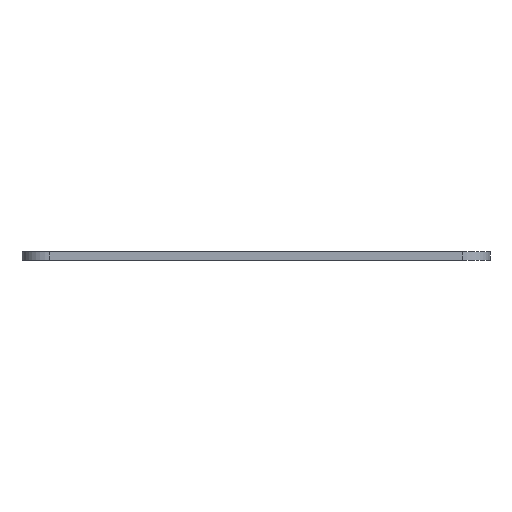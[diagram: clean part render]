
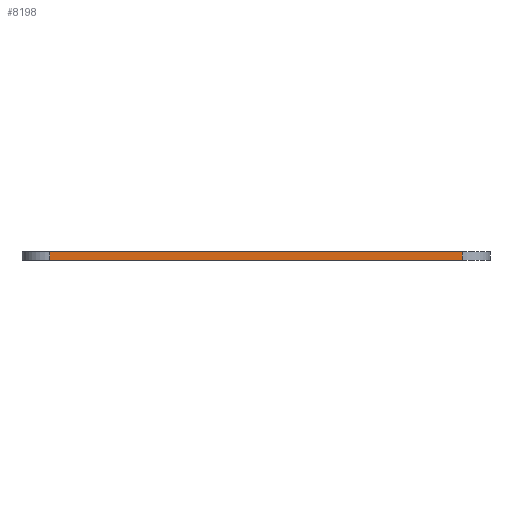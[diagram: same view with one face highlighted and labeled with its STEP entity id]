
A CAD part, left-side view. The second image highlights one B-rep face of the part: STEP entity #8198.
In plain terms, the highlighted planar face has unit normal (-1, 0, 0).
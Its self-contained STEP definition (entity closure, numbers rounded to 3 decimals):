
#272=PLANE('',#8435);
#685=FACE_OUTER_BOUND('',#1158,.T.);
#1158=EDGE_LOOP('',(#7283,#7284,#7285,#7286));
#1779=LINE('',#16008,#2458);
#1814=LINE('',#16139,#2493);
#1815=LINE('',#16142,#2494);
#1816=LINE('',#16143,#2495);
#2458=VECTOR('',#9332,10.);
#2493=VECTOR('',#9443,10.);
#2494=VECTOR('',#9446,10.);
#2495=VECTOR('',#9447,10.);
#3775=VERTEX_POINT('',#16005);
#3776=VERTEX_POINT('',#16007);
#3833=VERTEX_POINT('',#16135);
#3835=VERTEX_POINT('',#16141);
#4942=EDGE_CURVE('',#3775,#3776,#1779,.T.);
#5004=EDGE_CURVE('',#3776,#3833,#1814,.T.);
#5005=EDGE_CURVE('',#3835,#3775,#1815,.T.);
#5006=EDGE_CURVE('',#3833,#3835,#1816,.T.);
#7283=ORIENTED_EDGE('',*,*,#5004,.F.);
#7284=ORIENTED_EDGE('',*,*,#4942,.F.);
#7285=ORIENTED_EDGE('',*,*,#5005,.F.);
#7286=ORIENTED_EDGE('',*,*,#5006,.F.);
#8198=ADVANCED_FACE('',(#685),#272,.T.);
#8435=AXIS2_PLACEMENT_3D('',#16140,#9444,#9445);
#9332=DIRECTION('',(0.,1.,0.));
#9443=DIRECTION('',(0.,0.,1.));
#9444=DIRECTION('center_axis',(-1.,0.,0.));
#9445=DIRECTION('ref_axis',(0.,-1.,0.));
#9446=DIRECTION('',(0.,0.,-1.));
#9447=DIRECTION('',(0.,-1.,0.));
#16005=CARTESIAN_POINT('',(-12.875,-45.975,0.));
#16007=CARTESIAN_POINT('',(-12.875,27.925,0.));
#16008=CARTESIAN_POINT('',(-12.875,-50.975,0.));
#16135=CARTESIAN_POINT('',(-12.875,27.925,1.5));
#16139=CARTESIAN_POINT('',(-12.875,27.925,0.));
#16140=CARTESIAN_POINT('Origin',(-12.875,32.925,0.));
#16141=CARTESIAN_POINT('',(-12.875,-45.975,1.5));
#16142=CARTESIAN_POINT('',(-12.875,-45.975,0.));
#16143=CARTESIAN_POINT('',(-12.875,-50.975,1.5));
